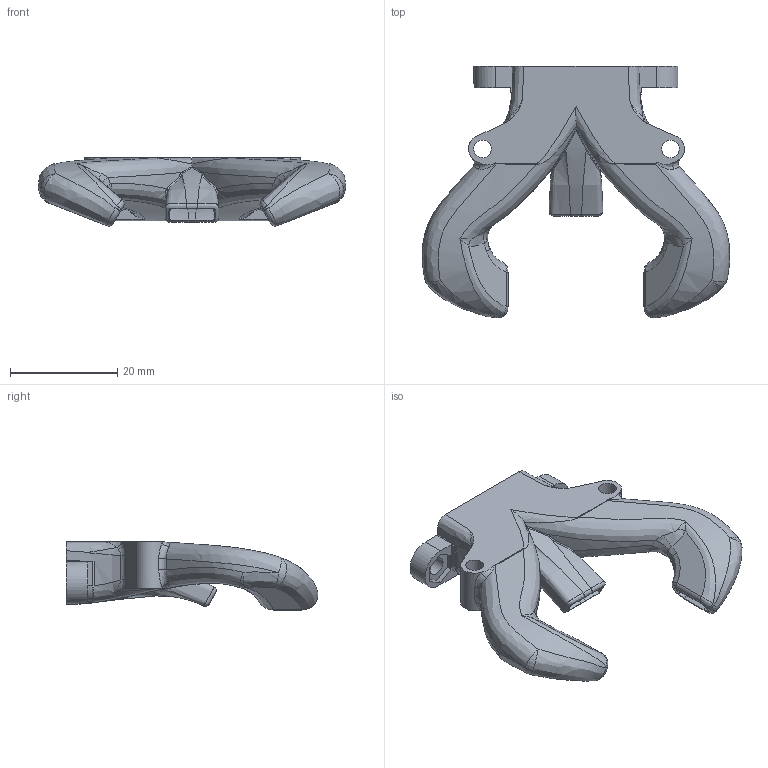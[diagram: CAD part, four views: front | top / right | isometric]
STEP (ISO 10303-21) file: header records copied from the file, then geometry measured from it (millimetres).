
FILE_DESCRIPTION(/* description */ (''),/* implementation_level */ '2;1');
FILE_NAME(/* name */ 'Vz-Printhead-Under duct-trihorn.step',/* time_stamp */ '2022-10-14T10:37:45-04:00',/* author */ (''),/* organization */ (''),/* preprocessor_version */ 'ST-DEVELOPER v19',/* originating_system */ 'Autodesk Translation Framework v11.7.0.108',/* authorisation */ '');
FILE_SCHEMA (('AUTOMOTIVE_DESIGN { 1 0 10303 214 3 1 1 }'));
Length unit declared in the file: millimetre
Products named in the file (1): Vz-Printhead-Under duct-trihorn
Bounding box: 57.31 x 46.9 x 12.68 mm (x, y, z)
Volume: 4884.9 mm3; surface area: 8091.9 mm2
Topology: 1 solids, 1 shells, 252 faces, 706 edges, 434 vertices
Faces by surface type: bspline 181, plane 45, cylinder 18, sphere 8
Full cylindrical faces by diameter (mm): 3.3 x2, 3.4 x2
Entity records: 26746 total; most frequent: CARTESIAN_POINT 21775, ORIENTED_EDGE 1364, EDGE_CURVE 682, DIRECTION 506, B_SPLINE_CURVE_WITH_KNOTS 448, VERTEX_POINT 434, EDGE_LOOP 268, FACE_OUTER_BOUND 252
